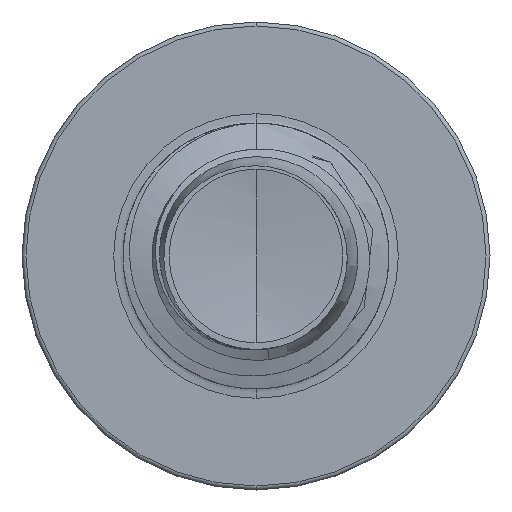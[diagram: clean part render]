
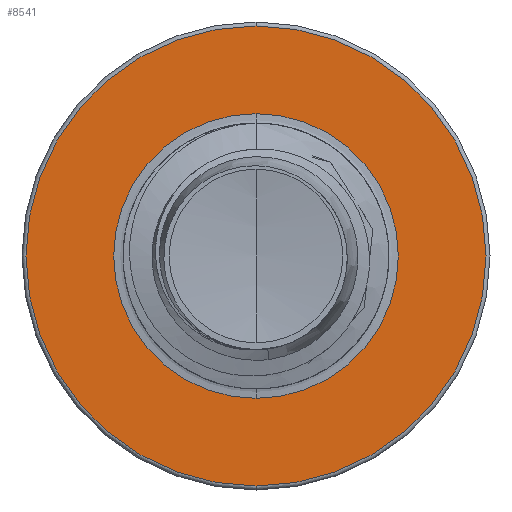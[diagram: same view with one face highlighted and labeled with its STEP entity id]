
A CAD part, front view. The second image highlights one B-rep face of the part: STEP entity #8541.
In plain terms, the highlighted planar face has unit normal (0, -1, 0).
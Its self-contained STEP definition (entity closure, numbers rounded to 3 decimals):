
#508 = ORIENTED_EDGE ( 'NONE', *, *, #29019, .F. ) ;
#1460 = EDGE_CURVE ( 'NONE', #20670, #15542, #27409, .T. ) ;
#2366 = AXIS2_PLACEMENT_3D ( 'NONE', #6098, #26603, #9148 ) ;
#2455 = ORIENTED_EDGE ( 'NONE', *, *, #1460, .T. ) ;
#3564 = DIRECTION ( 'NONE',  ( 0., 0., 1. ) ) ;
#3575 = DIRECTION ( 'NONE',  ( 0., 1., 0. ) ) ;
#3602 = CARTESIAN_POINT ( 'NONE',  ( 0., 20., 0. ) ) ;
#6098 = CARTESIAN_POINT ( 'NONE',  ( 0., 20., 0. ) ) ;
#6138 = CIRCLE ( 'NONE', #10425, 4.325 ) ;
#7070 = EDGE_LOOP ( 'NONE', ( #508, #22424 ) ) ;
#7097 = CIRCLE ( 'NONE', #2366, 2.677 ) ;
#7505 = DIRECTION ( 'NONE',  ( 0., 0., 1. ) ) ;
#8541 = ADVANCED_FACE ( 'NONE', ( #10129, #17953 ), #36456, .F. ) ;
#8559 = CIRCLE ( 'NONE', #27449, 4.325 ) ;
#9148 = DIRECTION ( 'NONE',  ( 0., 0., 1. ) ) ;
#10129 = FACE_OUTER_BOUND ( 'NONE', #7070, .T. ) ;
#10162 = EDGE_LOOP ( 'NONE', ( #13434, #2455 ) ) ;
#10425 = AXIS2_PLACEMENT_3D ( 'NONE', #12555, #32730, #15483 ) ;
#10833 = DIRECTION ( 'NONE',  ( 0., 1., 0. ) ) ;
#11684 = CARTESIAN_POINT ( 'NONE',  ( 0., 20., -2.677 ) ) ;
#12555 = CARTESIAN_POINT ( 'NONE',  ( 0., 20., 0. ) ) ;
#12828 = CARTESIAN_POINT ( 'NONE',  ( 0., 20., 2.677 ) ) ;
#13434 = ORIENTED_EDGE ( 'NONE', *, *, #28678, .T. ) ;
#15483 = DIRECTION ( 'NONE',  ( 0., 0., 1. ) ) ;
#15542 = VERTEX_POINT ( 'NONE', #12828 ) ;
#17953 = FACE_BOUND ( 'NONE', #10162, .T. ) ;
#20374 = AXIS2_PLACEMENT_3D ( 'NONE', #3602, #3575, #3564 ) ;
#20670 = VERTEX_POINT ( 'NONE', #11684 ) ;
#22424 = ORIENTED_EDGE ( 'NONE', *, *, #26729, .F. ) ;
#23713 = CARTESIAN_POINT ( 'NONE',  ( 0., 20., -4.325 ) ) ;
#25046 = DIRECTION ( 'NONE',  ( 0., 1., 0. ) ) ;
#26603 = DIRECTION ( 'NONE',  ( 0., 1., 0. ) ) ;
#26729 = EDGE_CURVE ( 'NONE', #28791, #35911, #8559, .T. ) ;
#27409 = CIRCLE ( 'NONE', #20374, 2.677 ) ;
#27449 = AXIS2_PLACEMENT_3D ( 'NONE', #28213, #10833, #31104 ) ;
#28213 = CARTESIAN_POINT ( 'NONE',  ( 0., 20., 0. ) ) ;
#28678 = EDGE_CURVE ( 'NONE', #15542, #20670, #7097, .T. ) ;
#28791 = VERTEX_POINT ( 'NONE', #23713 ) ;
#29019 = EDGE_CURVE ( 'NONE', #35911, #28791, #6138, .T. ) ;
#31104 = DIRECTION ( 'NONE',  ( 0., 0., 1. ) ) ;
#31617 = CARTESIAN_POINT ( 'NONE',  ( 0., 20., 4.325 ) ) ;
#32164 = AXIS2_PLACEMENT_3D ( 'NONE', #37617, #25046, #7505 ) ;
#32730 = DIRECTION ( 'NONE',  ( 0., 1., 0. ) ) ;
#35911 = VERTEX_POINT ( 'NONE', #31617 ) ;
#36456 = PLANE ( 'NONE',  #32164 ) ;
#37617 = CARTESIAN_POINT ( 'NONE',  ( 0., 20., -2.677 ) ) ;
